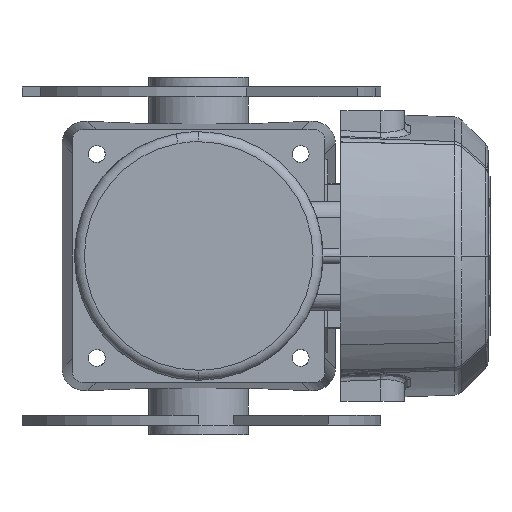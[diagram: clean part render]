
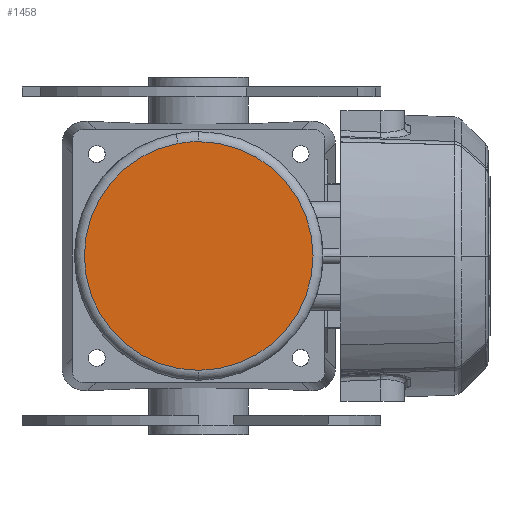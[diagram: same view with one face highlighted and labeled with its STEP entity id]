
A CAD part, left-side view. The second image highlights one B-rep face of the part: STEP entity #1458.
In plain terms, the highlighted planar face has unit normal (-1, 0, 0).
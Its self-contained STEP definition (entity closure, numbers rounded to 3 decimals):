
#614=CARTESIAN_POINT('Vertex',(-238.888,-131.105,80.)) ;
#617=CARTESIAN_POINT('Axis2P3D Location',(-238.888,-131.105,22.5)) ;
#621=CARTESIAN_POINT('Vertex',(-238.888,-131.105,-35.)) ;
#927=CARTESIAN_POINT('Vertex',(-238.888,-120.648,79.041)) ;
#930=CARTESIAN_POINT('Axis2P3D Location',(-238.888,-131.105,22.5)) ;
#947=CARTESIAN_POINT('Axis2P3D Location',(-238.888,-131.105,22.5)) ;
#1448=CARTESIAN_POINT('Axis2P3D Location',(-238.888,-131.105,22.5)) ;
#618=DIRECTION('Axis2P3D Direction',(1.,0.,0.)) ;
#931=DIRECTION('Axis2P3D Direction',(1.,0.,0.)) ;
#948=DIRECTION('Axis2P3D Direction',(1.,0.,0.)) ;
#1449=DIRECTION('Axis2P3D Direction',(1.,0.,0.)) ;
#1450=DIRECTION('Axis2P3D XDirection',(0.,0.,1.)) ;
#619=AXIS2_PLACEMENT_3D('Circle Axis2P3D',#617,#618,$) ;
#932=AXIS2_PLACEMENT_3D('Circle Axis2P3D',#930,#931,$) ;
#949=AXIS2_PLACEMENT_3D('Circle Axis2P3D',#947,#948,$) ;
#1451=AXIS2_PLACEMENT_3D('Plane Axis2P3D',#1448,#1449,#1450) ;
#1454=ORIENTED_EDGE('',*,*,#951,.F.) ;
#1455=ORIENTED_EDGE('',*,*,#934,.F.) ;
#1456=ORIENTED_EDGE('',*,*,#623,.F.) ;
#1458=ADVANCED_FACE('Part1.1',(#1457),#1452,.F.) ;
#620=CIRCLE('generated circle',#619,57.5) ;
#933=CIRCLE('generated circle',#932,57.5) ;
#950=CIRCLE('generated circle',#949,57.5) ;
#623=EDGE_CURVE('',#615,#622,#620,.T.) ;
#934=EDGE_CURVE('',#622,#928,#933,.T.) ;
#951=EDGE_CURVE('',#928,#615,#950,.T.) ;
#1453=EDGE_LOOP('',(#1454,#1455,#1456)) ;
#1457=FACE_OUTER_BOUND('',#1453,.T.) ;
#1452=PLANE('',#1451) ;
#615=VERTEX_POINT('',#614) ;
#622=VERTEX_POINT('',#621) ;
#928=VERTEX_POINT('',#927) ;
